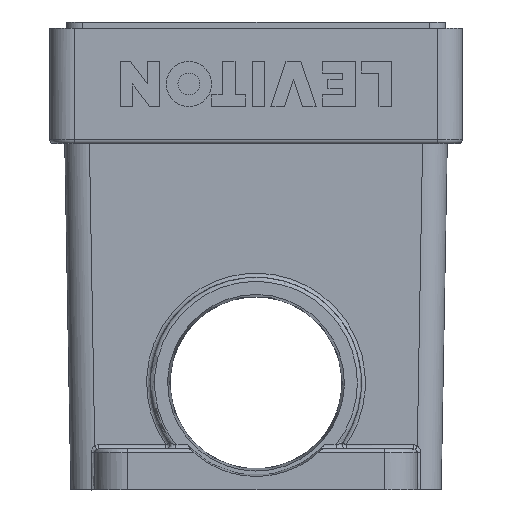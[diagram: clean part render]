
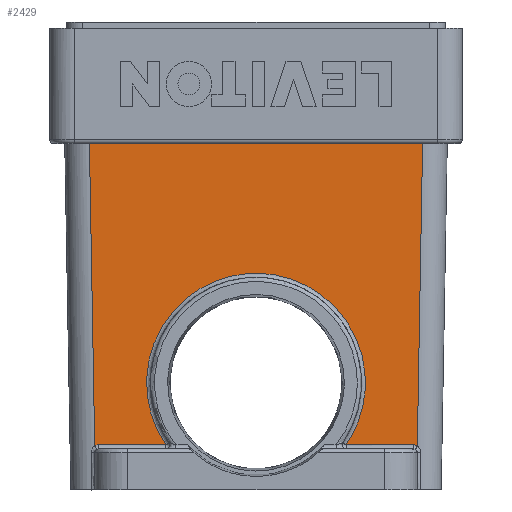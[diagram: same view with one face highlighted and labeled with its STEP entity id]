
A CAD part, front view. The second image highlights one B-rep face of the part: STEP entity #2429.
In plain terms, the highlighted planar face has unit normal (0, -1, -0.018).
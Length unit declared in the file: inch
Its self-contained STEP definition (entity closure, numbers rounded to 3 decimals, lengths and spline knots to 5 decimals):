
#54 = EDGE_CURVE ( 'NONE', #7112, #12971, #2076, .T. ) ;
#82 = VERTEX_POINT ( 'NONE', #8043 ) ;
#680 =( BOUNDED_CURVE ( )  B_SPLINE_CURVE ( 3, ( #13714, #7456, #20063, #7187 ),
 .UNSPECIFIED., .F., .F. ) 
 B_SPLINE_CURVE_WITH_KNOTS ( ( 4, 4 ),
 ( 5.74229, 6.28318 ),
 .UNSPECIFIED. ) 
 CURVE ( )  GEOMETRIC_REPRESENTATION_ITEM ( )  RATIONAL_B_SPLINE_CURVE ( ( 1., 0.976, 0.976, 1. ) ) 
 REPRESENTATION_ITEM ( '' )  );
#1308 = DIRECTION ( 'NONE',  ( 0., 0.017, -1. ) ) ;
#1310 = EDGE_CURVE ( 'NONE', #7213, #19467, #25061, .T. ) ;
#1363 = CARTESIAN_POINT ( 'NONE',  ( -0.70009, -0.92755, -2.02746 ) ) ;
#1548 = ORIENTED_EDGE ( 'NONE', *, *, #26439, .T. ) ;
#1930 = CARTESIAN_POINT ( 'NONE',  ( 1.74804, -0.91432, -2.78545 ) ) ;
#2076 = LINE ( 'NONE', #22717, #24337 ) ;
#2429 = ADVANCED_FACE ( 'NONE', ( #5605 ), #22865, .T. ) ;
#2586 = DIRECTION ( 'NONE',  ( 1., 0., 0. ) ) ;
#3331 = ORIENTED_EDGE ( 'NONE', *, *, #1310, .T. ) ;
#3490 = CARTESIAN_POINT ( 'NONE',  ( -0.72675, -0.95421, -0.5 ) ) ;
#3568 = CARTESIAN_POINT ( 'NONE',  ( 1.79758, -0.95421, -0.5 ) ) ;
#4104 = EDGE_CURVE ( 'NONE', #20970, #82, #680, .T. ) ;
#4312 = CARTESIAN_POINT ( 'NONE',  ( 1.72617, -0.91437, -2.78248 ) ) ;
#4342 = CARTESIAN_POINT ( 'NONE',  ( 1.75758, -0.91422, -2.79118 ) ) ;
#5059 = AXIS2_PLACEMENT_3D ( 'NONE', #26403, #7803, #1308 ) ;
#5415 = LINE ( 'NONE', #9752, #14958 ) ;
#5576 = LINE ( 'NONE', #6852, #11788 ) ;
#5605 = FACE_OUTER_BOUND ( 'NONE', #12606, .T. ) ;
#6026 = ORIENTED_EDGE ( 'NONE', *, *, #26401, .T. ) ;
#6133 = B_SPLINE_CURVE_WITH_KNOTS ( 'NONE', 3,
 ( #22338, #24452, #16135, #3568 ),
 .UNSPECIFIED., .F., .F.,
 ( 4, 4 ),
 ( 0.0204, 1. ),
 .UNSPECIFIED. ) ;
#6476 = CARTESIAN_POINT ( 'NONE',  ( -0.22513, -0.93705, -1.48298 ) ) ;
#6658 = B_SPLINE_CURVE_WITH_KNOTS ( 'NONE', 3,
 ( #3490, #11885, #1363, #9677 ),
 .UNSPECIFIED., .F., .F.,
 ( 4, 4 ),
 ( 0., 0.9796 ),
 .UNSPECIFIED. ) ;
#6852 = CARTESIAN_POINT ( 'NONE',  ( 1.72617, -0.91437, -2.78248 ) ) ;
#7112 = VERTEX_POINT ( 'NONE', #20457 ) ;
#7187 = CARTESIAN_POINT ( 'NONE',  ( -0.65535, -0.91437, -2.78248 ) ) ;
#7213 = VERTEX_POINT ( 'NONE', #16840 ) ;
#7456 = CARTESIAN_POINT ( 'NONE',  ( -0.67722, -0.91432, -2.78545 ) ) ;
#7550 = VERTEX_POINT ( 'NONE', #4312 ) ;
#7627 = ORIENTED_EDGE ( 'NONE', *, *, #54, .T. ) ;
#7803 = DIRECTION ( 'NONE',  ( 0., -1., -0.017 ) ) ;
#7839 = DIRECTION ( 'NONE',  ( 1., 0., 0. ) ) ;
#8010 = EDGE_CURVE ( 'NONE', #82, #7213, #5415, .T. ) ;
#8043 = CARTESIAN_POINT ( 'NONE',  ( -0.65535, -0.91437, -2.78248 ) ) ;
#8212 = CARTESIAN_POINT ( 'NONE',  ( 1.64961, -0.9253, -2.15629 ) ) ;
#8368 =( BOUNDED_CURVE ( )  B_SPLINE_CURVE ( 3, ( #16617, #24919, #1930, #14685 ),
 .UNSPECIFIED., .F., .F. ) 
 B_SPLINE_CURVE_WITH_KNOTS ( ( 4, 4 ),
 ( 0., 0.5409 ),
 .UNSPECIFIED. ) 
 CURVE ( )  GEOMETRIC_REPRESENTATION_ITEM ( )  RATIONAL_B_SPLINE_CURVE ( ( 1., 0.976, 0.976, 1. ) ) 
 REPRESENTATION_ITEM ( '' )  );
#9551 = EDGE_CURVE ( 'NONE', #7550, #21442, #8368, .T. ) ;
#9677 = CARTESIAN_POINT ( 'NONE',  ( -0.68676, -0.91422, -2.79118 ) ) ;
#9752 = CARTESIAN_POINT ( 'NONE',  ( -0.08741, -0.91437, -2.78248 ) ) ;
#10412 = CARTESIAN_POINT ( 'NONE',  ( 1.29595, -0.93705, -1.48298 ) ) ;
#10529 = CARTESIAN_POINT ( 'NONE',  ( -0.72675, -0.95421, -0.5 ) ) ;
#11788 = VECTOR ( 'NONE', #2586, 39.37008 ) ;
#11885 = CARTESIAN_POINT ( 'NONE',  ( -0.71342, -0.94088, -1.26373 ) ) ;
#11942 = CARTESIAN_POINT ( 'NONE',  ( -0.68676, -0.91422, -2.79118 ) ) ;
#12606 = EDGE_LOOP ( 'NONE', ( #18624, #27159, #1548, #7627, #6026, #14351, #16336, #3331 ) ) ;
#12971 = VERTEX_POINT ( 'NONE', #10529 ) ;
#13714 = CARTESIAN_POINT ( 'NONE',  ( -0.68676, -0.91422, -2.79118 ) ) ;
#14351 = ORIENTED_EDGE ( 'NONE', *, *, #4104, .T. ) ;
#14685 = CARTESIAN_POINT ( 'NONE',  ( 1.75758, -0.91422, -2.79118 ) ) ;
#14958 = VECTOR ( 'NONE', #7839, 39.37008 ) ;
#16135 = CARTESIAN_POINT ( 'NONE',  ( 1.78425, -0.94088, -1.26373 ) ) ;
#16336 = ORIENTED_EDGE ( 'NONE', *, *, #8010, .T. ) ;
#16617 = CARTESIAN_POINT ( 'NONE',  ( 1.72617, -0.91437, -2.78248 ) ) ;
#16691 = DIRECTION ( 'NONE',  ( -1., 0., 0. ) ) ;
#16840 = CARTESIAN_POINT ( 'NONE',  ( -0.14714, -0.91437, -2.78248 ) ) ;
#18624 = ORIENTED_EDGE ( 'NONE', *, *, #23554, .T. ) ;
#18908 = CARTESIAN_POINT ( 'NONE',  ( -0.57878, -0.9253, -2.15629 ) ) ;
#19467 = VERTEX_POINT ( 'NONE', #21925 ) ;
#20063 = CARTESIAN_POINT ( 'NONE',  ( -0.66649, -0.91437, -2.78248 ) ) ;
#20457 = CARTESIAN_POINT ( 'NONE',  ( 1.79758, -0.95421, -0.5 ) ) ;
#20809 = CARTESIAN_POINT ( 'NONE',  ( -0.14714, -0.91437, -2.78248 ) ) ;
#20970 = VERTEX_POINT ( 'NONE', #11942 ) ;
#21442 = VERTEX_POINT ( 'NONE', #4342 ) ;
#21925 = CARTESIAN_POINT ( 'NONE',  ( 1.21796, -0.91437, -2.78248 ) ) ;
#22338 = CARTESIAN_POINT ( 'NONE',  ( 1.75758, -0.91422, -2.79118 ) ) ;
#22717 = CARTESIAN_POINT ( 'NONE',  ( 0.53541, -0.95421, -0.5 ) ) ;
#22865 = PLANE ( 'NONE',  #5059 ) ;
#22979 = CARTESIAN_POINT ( 'NONE',  ( 0.53541, -0.93705, -1.48298 ) ) ;
#23554 = EDGE_CURVE ( 'NONE', #19467, #7550, #5576, .T. ) ;
#24337 = VECTOR ( 'NONE', #16691, 39.37008 ) ;
#24452 = CARTESIAN_POINT ( 'NONE',  ( 1.77091, -0.92755, -2.02746 ) ) ;
#24919 = CARTESIAN_POINT ( 'NONE',  ( 1.73731, -0.91437, -2.78248 ) ) ;
#25061 =( BOUNDED_CURVE ( )  B_SPLINE_CURVE ( 3, ( #20809, #18908, #6476, #22979, #10412, #8212, #27099 ),
 .UNSPECIFIED., .F., .F. ) 
 B_SPLINE_CURVE_WITH_KNOTS ( ( 4, 3, 4 ),
 ( 4.10886, 6.28319, 8.45751 ),
 .UNSPECIFIED. ) 
 CURVE ( )  GEOMETRIC_REPRESENTATION_ITEM ( )  RATIONAL_B_SPLINE_CURVE ( ( 1., 0.643, 0.643, 1., 0.643, 0.643, 1. ) ) 
 REPRESENTATION_ITEM ( '' )  );
#26401 = EDGE_CURVE ( 'NONE', #12971, #20970, #6658, .T. ) ;
#26403 = CARTESIAN_POINT ( 'NONE',  ( -0.72675, -0.95421, -0.5 ) ) ;
#26439 = EDGE_CURVE ( 'NONE', #21442, #7112, #6133, .T. ) ;
#27099 = CARTESIAN_POINT ( 'NONE',  ( 1.21796, -0.91437, -2.78248 ) ) ;
#27159 = ORIENTED_EDGE ( 'NONE', *, *, #9551, .T. ) ;
